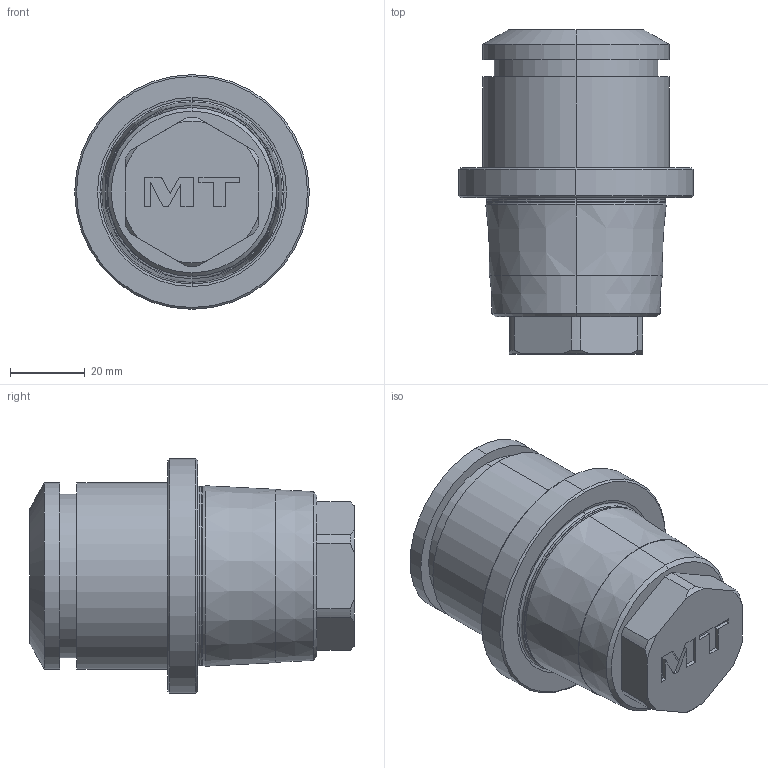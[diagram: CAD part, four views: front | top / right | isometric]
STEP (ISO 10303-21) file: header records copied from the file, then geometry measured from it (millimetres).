
FILE_DESCRIPTION((''),'2;1');
FILE_NAME('MTSK63E01_CONF','2025-01-28T11:40:33',('fpalella'),('M.T. srl'),'CREO PARAMETRIC BY PTC INC, 2023352','CREO PARAMETRIC BY PTC INC, 2023352','');
FILE_SCHEMA(('CONFIG_CONTROL_DESIGN'));
Length unit declared in the file: millimetre
Products named in the file (1): MTSK63E01_CONF
Bounding box: 63 x 87 x 63 mm (x, y, z)
Volume: 106642.3 mm3; surface area: 26151.8 mm2
Topology: 1 solids, 1 shells, 90 faces, 215 edges, 135 vertices
Faces by surface type: plane 38, cone 26, cylinder 18, torus 6, extrusion 2
Entity records: 2670 total; most frequent: CARTESIAN_POINT 517, DIRECTION 451, ORIENTED_EDGE 426, EDGE_CURVE 213, AXIS2_PLACEMENT_3D 164, VERTEX_POINT 135, VECTOR 123, LINE 121
